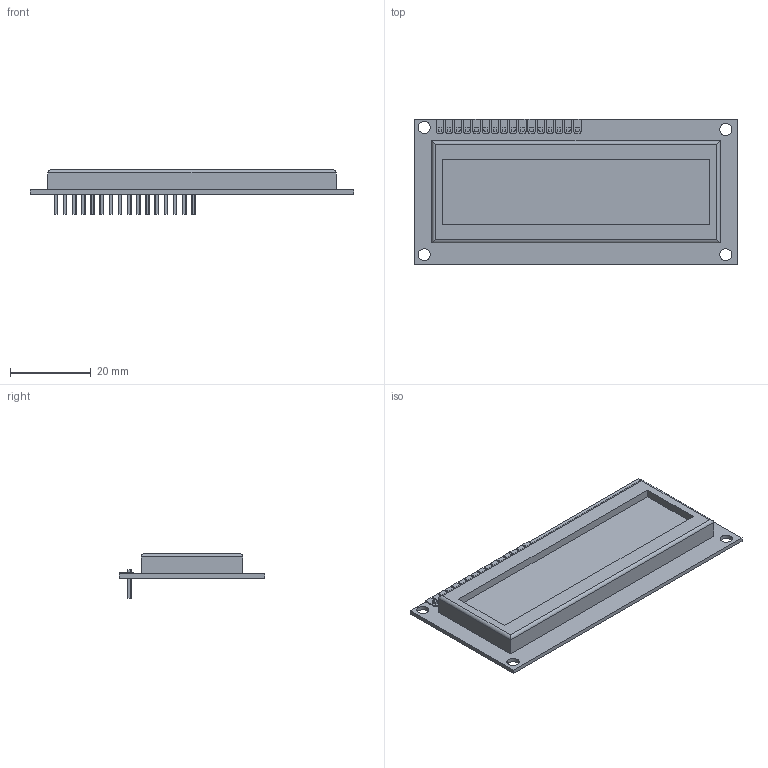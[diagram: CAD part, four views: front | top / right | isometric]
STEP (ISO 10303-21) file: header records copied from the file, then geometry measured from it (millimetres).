
FILE_DESCRIPTION(/* description */ (''),/* implementation_level */ '2;1');
FILE_NAME(/* name */ 'lcd 16_2 v3.step',/* time_stamp */ '2023-04-05T18:38:52+05:30',/* author */ (''),/* organization */ (''),/* preprocessor_version */ 'ST-DEVELOPER v19.2',/* originating_system */ 'Autodesk Translation Framework v11.17.0.187',/* authorisation */ '');
FILE_SCHEMA (('AUTOMOTIVE_DESIGN { 1 0 10303 214 3 1 1 }'));
Length unit declared in the file: millimetre
Products named in the file (1): lcd 16*2
Bounding box: 80 x 36 x 11 mm (x, y, z)
Volume: 9804.1 mm3; surface area: 12427.7 mm2
Topology: 35 solids, 35 shells, 318 faces, 740 edges, 492 vertices
Faces by surface type: plane 214, cylinder 104
Full cylindrical faces by diameter (mm): 3 x4
Entity records: 9103 total; most frequent: DIRECTION 1582, CARTESIAN_POINT 1551, ORIENTED_EDGE 1480, EDGE_CURVE 740, LINE 536, VECTOR 536, AXIS2_PLACEMENT_3D 523, VERTEX_POINT 492
